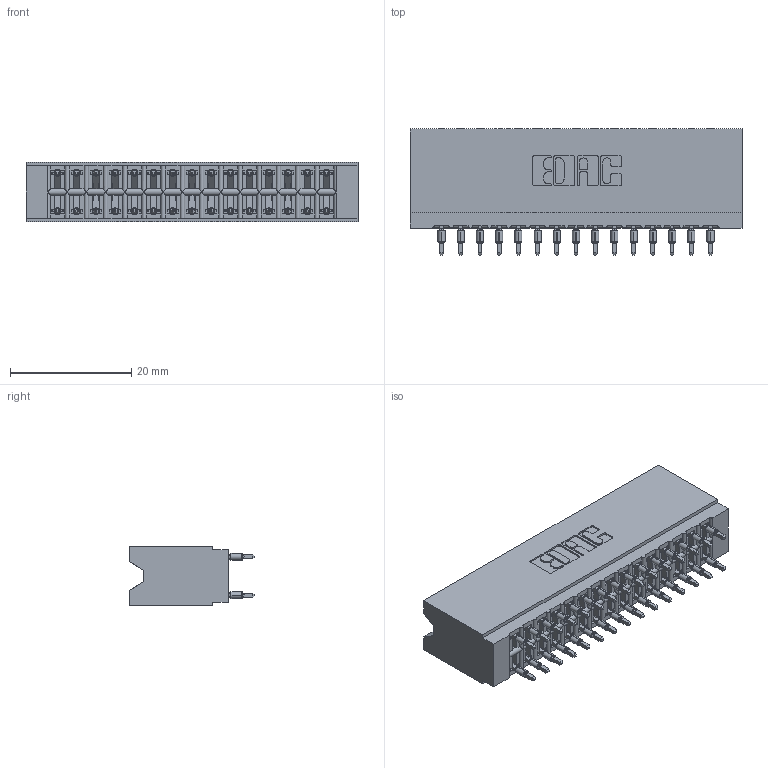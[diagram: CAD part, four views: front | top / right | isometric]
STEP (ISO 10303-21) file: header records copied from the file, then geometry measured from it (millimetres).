
FILE_DESCRIPTION (( 'STEP AP203' ), '1' );
FILE_NAME ('746-030-525-606.STEP', '2020-09-16T07:46:42', ( '' ), ( '' ), 'SwSTEP 2.0', 'SolidWorks 2020', '' );
FILE_SCHEMA (( 'CONFIG_CONTROL_DESIGN' ));
Length unit declared in the file: inch
Products named in the file (3): 746-292-001_525; 746-030-525-606; 746 Part_.340 Slot Depth - 06
Assembly tree (31 placements, depth 2):
  746-030-525-606
    746 Part_.340 Slot Depth - 06
    746-292-001_525  x30
Bounding box: 54.86 x 20.82 x 9.91 mm (x, y, z)
Volume: 6423.2 mm3; surface area: 8859.5 mm2
Topology: 31 solids, 31 shells, 2783 faces, 7645 edges, 4870 vertices
Faces by surface type: plane 1436, bspline 600, cylinder 567, torus 180
Entity records: 26981 total; most frequent: CARTESIAN_POINT 5598, ORIENTED_EDGE 4560, DIRECTION 3854, EDGE_CURVE 2280, LINE 1946, VECTOR 1946, VERTEX_POINT 1506, AXIS2_PLACEMENT_3D 954
